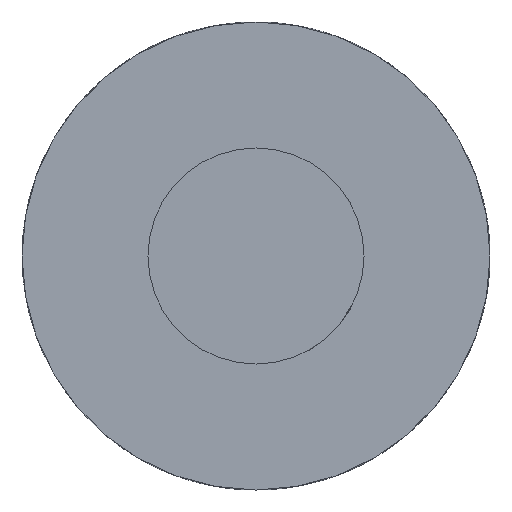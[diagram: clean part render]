
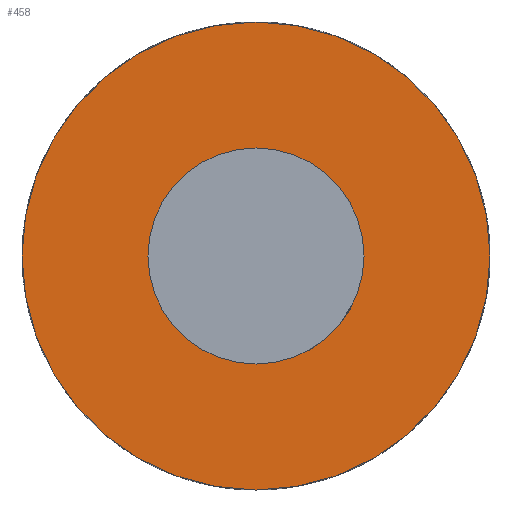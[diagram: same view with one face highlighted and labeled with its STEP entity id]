
A CAD part, front view. The second image highlights one B-rep face of the part: STEP entity #458.
In plain terms, the highlighted planar face has unit normal (0, -1, 0).
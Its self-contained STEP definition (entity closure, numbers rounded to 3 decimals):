
#12 = ORIENTED_EDGE ( 'NONE', *, *, #542, .F. ) ;
#52 = AXIS2_PLACEMENT_3D ( 'NONE', #263, #590, #149 ) ;
#100 = CIRCLE ( 'NONE', #845, 2.54 ) ;
#106 = DIRECTION ( 'NONE',  ( 0., 1., 0. ) ) ;
#127 = DIRECTION ( 'NONE',  ( 0., 0., -1. ) ) ;
#132 = VERTEX_POINT ( 'NONE', #1372 ) ;
#149 = DIRECTION ( 'NONE',  ( 0., 0., 1. ) ) ;
#231 = EDGE_LOOP ( 'NONE', ( #1098, #12 ) ) ;
#243 = DIRECTION ( 'NONE',  ( 0., -1., 0. ) ) ;
#256 = AXIS2_PLACEMENT_3D ( 'NONE', #847, #106, #724 ) ;
#263 = CARTESIAN_POINT ( 'NONE',  ( 0., 0., 0. ) ) ;
#275 = CIRCLE ( 'NONE', #999, 5.5 ) ;
#308 = AXIS2_PLACEMENT_3D ( 'NONE', #1214, #243, #1109 ) ;
#359 = CARTESIAN_POINT ( 'NONE',  ( 0., 0., 0. ) ) ;
#415 = EDGE_LOOP ( 'NONE', ( #1252, #570 ) ) ;
#441 = CARTESIAN_POINT ( 'NONE',  ( 0., 0., -2.54 ) ) ;
#458 = ADVANCED_FACE ( 'NONE', ( #1020, #1348 ), #922, .F. ) ;
#542 = EDGE_CURVE ( 'NONE', #660, #991, #1385, .T. ) ;
#560 = CARTESIAN_POINT ( 'NONE',  ( 0., 0., 0. ) ) ;
#570 = ORIENTED_EDGE ( 'NONE', *, *, #887, .F. ) ;
#590 = DIRECTION ( 'NONE',  ( 0., 1., 0. ) ) ;
#660 = VERTEX_POINT ( 'NONE', #763 ) ;
#662 = VERTEX_POINT ( 'NONE', #441 ) ;
#676 = DIRECTION ( 'NONE',  ( 0., 0., 1. ) ) ;
#724 = DIRECTION ( 'NONE',  ( 0., 0., 1. ) ) ;
#763 = CARTESIAN_POINT ( 'NONE',  ( 0., 0., 5.5 ) ) ;
#845 = AXIS2_PLACEMENT_3D ( 'NONE', #560, #881, #127 ) ;
#847 = CARTESIAN_POINT ( 'NONE',  ( 0., 0., 0. ) ) ;
#881 = DIRECTION ( 'NONE',  ( 0., -1., 0. ) ) ;
#887 = EDGE_CURVE ( 'NONE', #132, #662, #1341, .T. ) ;
#922 = PLANE ( 'NONE',  #52 ) ;
#991 = VERTEX_POINT ( 'NONE', #1145 ) ;
#999 = AXIS2_PLACEMENT_3D ( 'NONE', #359, #1106, #676 ) ;
#1020 = FACE_BOUND ( 'NONE', #415, .T. ) ;
#1098 = ORIENTED_EDGE ( 'NONE', *, *, #1146, .F. ) ;
#1106 = DIRECTION ( 'NONE',  ( 0., 1., 0. ) ) ;
#1109 = DIRECTION ( 'NONE',  ( 0., 0., -1. ) ) ;
#1145 = CARTESIAN_POINT ( 'NONE',  ( 0., 0., -5.5 ) ) ;
#1146 = EDGE_CURVE ( 'NONE', #991, #660, #275, .T. ) ;
#1191 = EDGE_CURVE ( 'NONE', #662, #132, #100, .T. ) ;
#1214 = CARTESIAN_POINT ( 'NONE',  ( 0., 0., 0. ) ) ;
#1252 = ORIENTED_EDGE ( 'NONE', *, *, #1191, .F. ) ;
#1341 = CIRCLE ( 'NONE', #308, 2.54 ) ;
#1348 = FACE_OUTER_BOUND ( 'NONE', #231, .T. ) ;
#1372 = CARTESIAN_POINT ( 'NONE',  ( 0., 0., 2.54 ) ) ;
#1385 = CIRCLE ( 'NONE', #256, 5.5 ) ;
